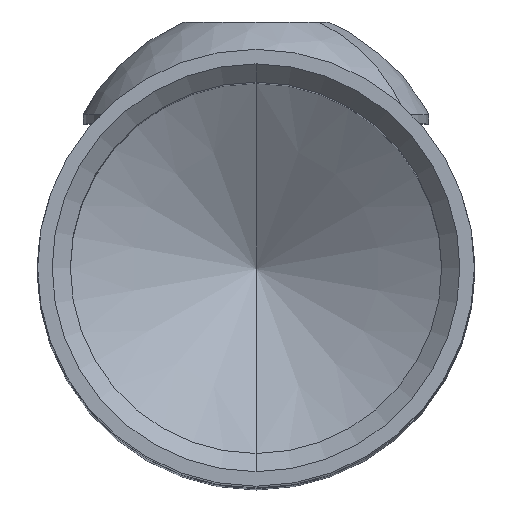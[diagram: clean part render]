
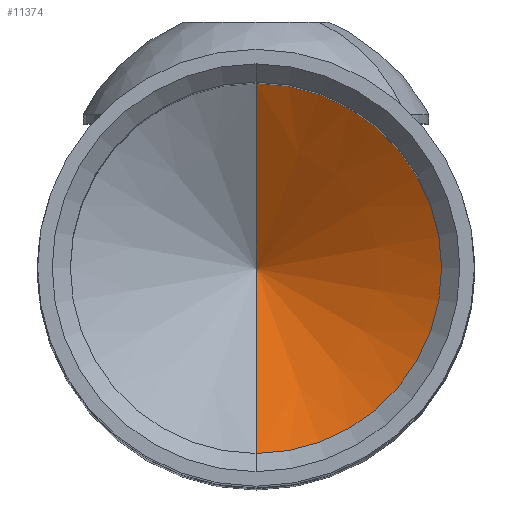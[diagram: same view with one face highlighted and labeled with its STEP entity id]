
A CAD part, top view. The second image highlights one B-rep face of the part: STEP entity #11374.
In plain terms, the highlighted conical face has half-angle 59 degrees and reference radius 1664.28 mm.
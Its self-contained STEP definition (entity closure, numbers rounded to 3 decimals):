
#32 = EDGE_CURVE ( 'NONE', #978, #13655, #8327, .T. ) ;
#978 = VERTEX_POINT ( 'NONE', #12879 ) ;
#1013 = DIRECTION ( 'NONE',  ( 0., 0.857, 0.515 ) ) ;
#1565 = DIRECTION ( 'NONE',  ( 0., 1., 0. ) ) ;
#2050 = CIRCLE ( 'NONE', #3231, 5.1 ) ;
#3023 = DIRECTION ( 'NONE',  ( 0., 0., 1. ) ) ;
#3231 = AXIS2_PLACEMENT_3D ( 'NONE', #9920, #3662, #1565 ) ;
#3662 = DIRECTION ( 'NONE',  ( 0., 0., -1. ) ) ;
#3893 = CARTESIAN_POINT ( 'NONE',  ( 0., -5.1, 4. ) ) ;
#4014 = VERTEX_POINT ( 'NONE', #11991 ) ;
#5036 = EDGE_CURVE ( 'NONE', #4014, #13655, #2050, .T. ) ;
#5145 = CARTESIAN_POINT ( 'NONE',  ( 0., 0., 1000.936 ) ) ;
#5538 = VECTOR ( 'NONE', #9351, 1000. ) ;
#5715 = CONICAL_SURFACE ( 'NONE', #7066, 1664.279, 1.03 ) ;
#5948 = CARTESIAN_POINT ( 'NONE',  ( 0., 0., 0.936 ) ) ;
#6016 = DIRECTION ( 'NONE',  ( 0., -1., 0. ) ) ;
#7066 = AXIS2_PLACEMENT_3D ( 'NONE', #5145, #3023, #6016 ) ;
#7664 = ORIENTED_EDGE ( 'NONE', *, *, #5036, .F. ) ;
#8327 = LINE ( 'NONE', #12687, #5538 ) ;
#8333 = FACE_OUTER_BOUND ( 'NONE', #8852, .T. ) ;
#8852 = EDGE_LOOP ( 'NONE', ( #13084, #12043, #7664 ) ) ;
#9351 = DIRECTION ( 'NONE',  ( 0., -0.857, 0.515 ) ) ;
#9920 = CARTESIAN_POINT ( 'NONE',  ( 0., 0., 4. ) ) ;
#10101 = EDGE_CURVE ( 'NONE', #978, #4014, #12475, .T. ) ;
#11374 = ADVANCED_FACE ( 'NONE', ( #8333 ), #5715, .F. ) ;
#11991 = CARTESIAN_POINT ( 'NONE',  ( 0., 5.1, 4. ) ) ;
#12043 = ORIENTED_EDGE ( 'NONE', *, *, #32, .T. ) ;
#12307 = VECTOR ( 'NONE', #1013, 1000. ) ;
#12475 = LINE ( 'NONE', #5948, #12307 ) ;
#12687 = CARTESIAN_POINT ( 'NONE',  ( 0., 0., 0.936 ) ) ;
#12879 = CARTESIAN_POINT ( 'NONE',  ( 0., 0., 0.936 ) ) ;
#13084 = ORIENTED_EDGE ( 'NONE', *, *, #10101, .F. ) ;
#13655 = VERTEX_POINT ( 'NONE', #3893 ) ;
